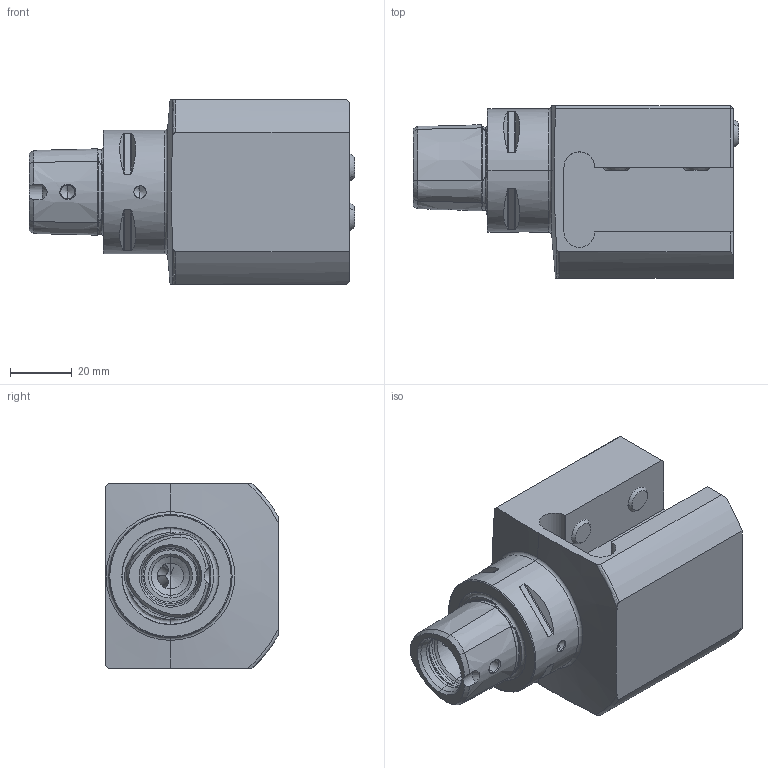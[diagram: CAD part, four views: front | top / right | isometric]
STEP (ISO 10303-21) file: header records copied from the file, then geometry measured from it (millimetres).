
FILE_DESCRIPTION (( 'STEP AP214' ), '1' );
FILE_NAME ('PS4.V20.R21.080.STEP', '2020-09-11T08:00:19', ( '' ), ( '' ), 'SwSTEP 2.0', 'SolidWorks 2017', '' );
FILE_SCHEMA (( 'AUTOMOTIVE_DESIGN' ));
Length unit declared in the file: millimetre
Products named in the file (6): KU1-U12.001.010; ISO 4026 - M10 x 20_PreviewCfg; KU1-U12.001.010_2; PS4.V20.R21.080; PS4-V20.R21.080_A; KU1-U12.001.010_1
Assembly tree (9 placements, depth 3):
  PS4.V20.R21.080
    PS4-V20.R21.080_A
    ISO 4026 - M10 x 20_PreviewCfg  x4
    KU1-U12.001.010  x2
      KU1-U12.001.010_1
      KU1-U12.001.010_2
Bounding box: 105.8 x 56 x 60 mm (x, y, z)
Volume: 173737.1 mm3; surface area: 39745.3 mm2
Topology: 9 solids, 9 shells, 290 faces, 712 edges, 434 vertices
Faces by surface type: cone 87, plane 84, cylinder 73, torus 38, sphere 8
Entity records: 7760 total; most frequent: CARTESIAN_POINT 2072, DIRECTION 1147, ORIENTED_EDGE 1100, EDGE_CURVE 550, AXIS2_PLACEMENT_3D 471, VERTEX_POINT 338, EDGE_LOOP 254, CIRCLE 230
